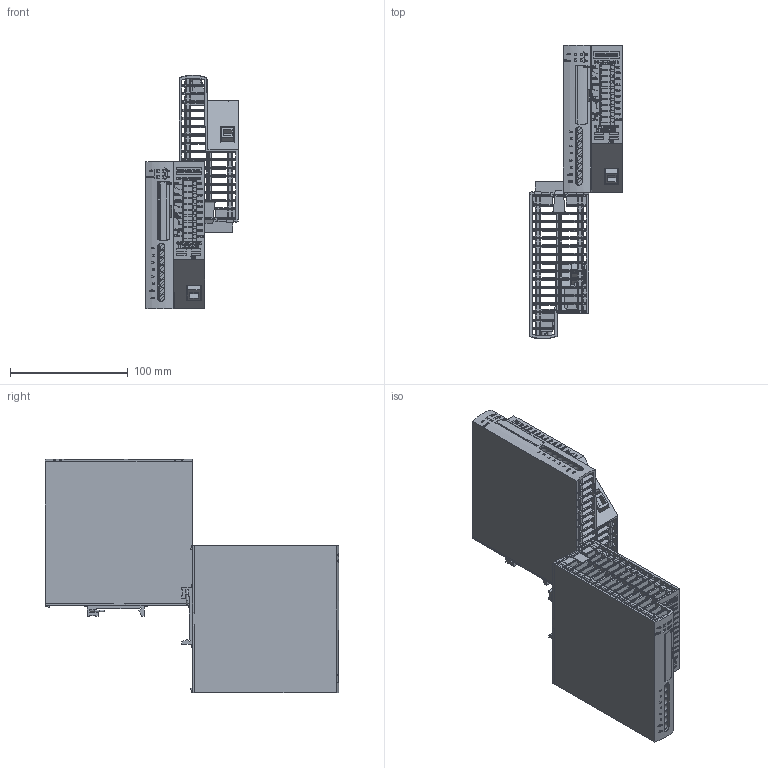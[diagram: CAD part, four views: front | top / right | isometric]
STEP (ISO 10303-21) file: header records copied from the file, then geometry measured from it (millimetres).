
FILE_DESCRIPTION( ( 'Unknown' ), '1' );
FILE_NAME( '6ep1931-2EC42_001.stp', 'Unknown', ( 'Rumpler' ), ( 'Unknown' ), 'PSStep 10.0', 'Unknown', ' ' );
FILE_SCHEMA( ( 'AUTOMOTIVE_DESIGN { 1 0 10303 214 1 1 1 1 }' ) );
Length unit declared in the file: millimetre
Products named in the file (69): Assem1; 6ep1931-2EC42_001
Bounding box: 78.67 x 249.4 x 198.27 mm (x, y, z)
Volume: 287472.3 mm3; surface area: 280242 mm2
Topology: 136 solids, 136 shells, 8454 faces, 23658 edges, 15572 vertices
Faces by surface type: plane 5578, extrusion 1588, cylinder 1186, torus 44, bspline 34, cone 24
Full cylindrical faces by diameter (mm): 0.52 x16, 0.6 x4, 0.8 x18, 1 x4, 1.3 x40, 1.5 x8, 2.7 x12, 3.2 x6, 3.5 x20, 3.9 x8, 4 x4, 6.34 x18
Entity records: 179723 total; most frequent: CARTESIAN_POINT 38479, ORIENTED_EDGE 23306, DIRECTION 19075, EDGE_CURVE 11653, VECTOR 9257, LINE 8463, VERTEX_POINT 7720, AXIS2_PLACEMENT_3D 4909
